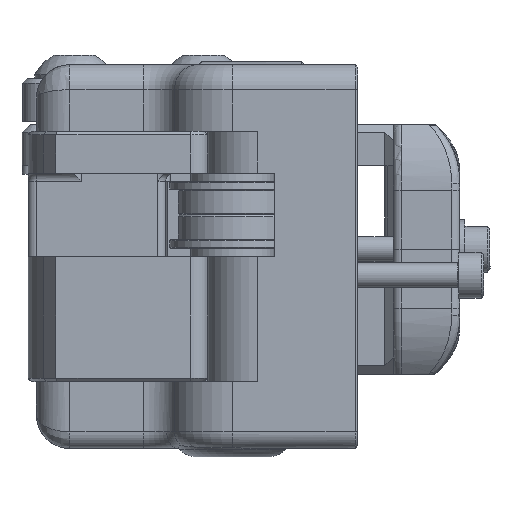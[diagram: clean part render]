
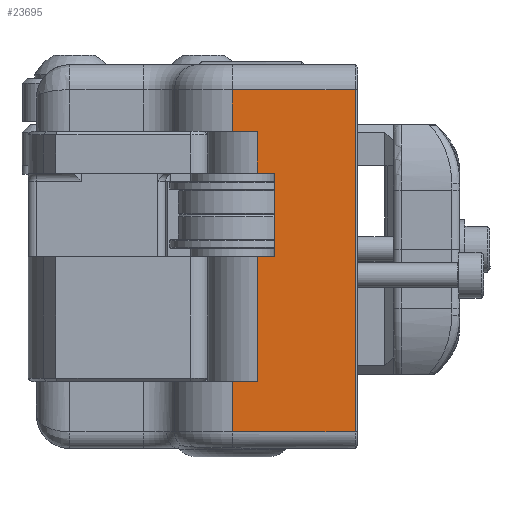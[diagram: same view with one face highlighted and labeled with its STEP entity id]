
A CAD part, left-side view. The second image highlights one B-rep face of the part: STEP entity #23695.
In plain terms, the highlighted planar face has unit normal (-1, 0, 0).
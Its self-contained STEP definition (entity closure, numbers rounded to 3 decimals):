
#1653=PLANE('',#25592);
#2496=FACE_OUTER_BOUND('',#3950,.T.);
#3950=EDGE_LOOP('',(#17724,#17725,#17726,#17727,#17728,#17729,#17730,#17731,
#17732,#17733,#17734,#17735));
#5773=LINE('',#35611,#7771);
#5784=LINE('',#35637,#7782);
#5785=LINE('',#35639,#7783);
#5786=LINE('',#35641,#7784);
#5787=LINE('',#35643,#7785);
#5788=LINE('',#35645,#7786);
#5789=LINE('',#35647,#7787);
#5790=LINE('',#35649,#7788);
#5791=LINE('',#35651,#7789);
#5792=LINE('',#35653,#7790);
#5793=LINE('',#35655,#7791);
#5794=LINE('',#35656,#7792);
#7771=VECTOR('',#29142,10.);
#7782=VECTOR('',#29167,10.);
#7783=VECTOR('',#29168,7.5);
#7784=VECTOR('',#29169,10.);
#7785=VECTOR('',#29170,6.);
#7786=VECTOR('',#29171,10.);
#7787=VECTOR('',#29172,10.);
#7788=VECTOR('',#29173,10.);
#7789=VECTOR('',#29174,6.);
#7790=VECTOR('',#29175,10.);
#7791=VECTOR('',#29176,7.5);
#7792=VECTOR('',#29177,10.);
#10572=VERTEX_POINT('',#35601);
#10574=VERTEX_POINT('',#35607);
#10583=VERTEX_POINT('',#35636);
#10584=VERTEX_POINT('',#35638);
#10585=VERTEX_POINT('',#35640);
#10586=VERTEX_POINT('',#35642);
#10587=VERTEX_POINT('',#35644);
#10588=VERTEX_POINT('',#35646);
#10589=VERTEX_POINT('',#35648);
#10590=VERTEX_POINT('',#35650);
#10591=VERTEX_POINT('',#35652);
#10592=VERTEX_POINT('',#35654);
#13198=EDGE_CURVE('',#10572,#10574,#5773,.T.);
#13211=EDGE_CURVE('',#10583,#10572,#5784,.T.);
#13212=EDGE_CURVE('',#10584,#10583,#5785,.T.);
#13213=EDGE_CURVE('',#10585,#10584,#5786,.T.);
#13214=EDGE_CURVE('',#10586,#10585,#5787,.T.);
#13215=EDGE_CURVE('',#10587,#10586,#5788,.T.);
#13216=EDGE_CURVE('',#10588,#10587,#5789,.T.);
#13217=EDGE_CURVE('',#10589,#10588,#5790,.T.);
#13218=EDGE_CURVE('',#10590,#10589,#5791,.T.);
#13219=EDGE_CURVE('',#10590,#10591,#5792,.T.);
#13220=EDGE_CURVE('',#10592,#10591,#5793,.T.);
#13221=EDGE_CURVE('',#10574,#10592,#5794,.T.);
#17724=ORIENTED_EDGE('',*,*,#13198,.F.);
#17725=ORIENTED_EDGE('',*,*,#13211,.F.);
#17726=ORIENTED_EDGE('',*,*,#13212,.F.);
#17727=ORIENTED_EDGE('',*,*,#13213,.F.);
#17728=ORIENTED_EDGE('',*,*,#13214,.F.);
#17729=ORIENTED_EDGE('',*,*,#13215,.F.);
#17730=ORIENTED_EDGE('',*,*,#13216,.F.);
#17731=ORIENTED_EDGE('',*,*,#13217,.F.);
#17732=ORIENTED_EDGE('',*,*,#13218,.F.);
#17733=ORIENTED_EDGE('',*,*,#13219,.T.);
#17734=ORIENTED_EDGE('',*,*,#13220,.F.);
#17735=ORIENTED_EDGE('',*,*,#13221,.F.);
#23695=ADVANCED_FACE('',(#2496),#1653,.T.);
#25592=AXIS2_PLACEMENT_3D('',#35635,#29165,#29166);
#29142=DIRECTION('',(0.,0.,-1.));
#29165=DIRECTION('center_axis',(-1.,0.,0.));
#29166=DIRECTION('ref_axis',(0.,0.,
-1.));
#29167=DIRECTION('',(0.,-1.,0.));
#29168=DIRECTION('',(0.,0.,1.));
#29169=DIRECTION('',(0.,1.,0.));
#29170=DIRECTION('',(0.,0.,1.));
#29171=DIRECTION('',(0.,1.,0.));
#29172=DIRECTION('',(0.,0.,1.));
#29173=DIRECTION('',(0.,-1.,0.));
#29174=DIRECTION('',(0.,0.,1.));
#29175=DIRECTION('',(0.,1.,0.));
#29176=DIRECTION('',(0.,0.,1.));
#29177=DIRECTION('',(0.,1.,0.));
#35601=CARTESIAN_POINT('',(470.,-22.2,98.));
#35607=CARTESIAN_POINT('',(470.,-22.2,57.));
#35611=CARTESIAN_POINT('',(470.,-22.2,89.5));
#35635=CARTESIAN_POINT('Origin',(470.,-12.5,101.));
#35636=CARTESIAN_POINT('',(470.,-7.494,98.));
#35637=CARTESIAN_POINT('',(470.,-12.5,98.));
#35638=CARTESIAN_POINT('',(470.,-7.494,93.));
#35639=CARTESIAN_POINT('',(470.,-7.494,94.525));
#35640=CARTESIAN_POINT('',(470.,-10.479,93.));
#35641=CARTESIAN_POINT('',(470.,-12.5,93.));
#35642=CARTESIAN_POINT('',(470.,-10.479,88.));
#35643=CARTESIAN_POINT('',(470.,-10.479,93.));
#35644=CARTESIAN_POINT('',(470.,-12.5,88.));
#35645=CARTESIAN_POINT('',(470.,-12.5,88.));
#35646=CARTESIAN_POINT('',(470.,-12.5,78.));
#35647=CARTESIAN_POINT('',(470.,-12.5,55.));
#35648=CARTESIAN_POINT('',(470.,-10.479,78.));
#35649=CARTESIAN_POINT('',(470.,0.,78.));
#35650=CARTESIAN_POINT('',(470.,-10.479,63.));
#35651=CARTESIAN_POINT('',(470.,-10.479,63.));
#35652=CARTESIAN_POINT('',(470.,-7.494,63.));
#35653=CARTESIAN_POINT('',(470.,-12.5,63.));
#35654=CARTESIAN_POINT('',(470.,-7.494,57.));
#35655=CARTESIAN_POINT('',(470.,-7.494,57.475));
#35656=CARTESIAN_POINT('',(470.,-12.5,57.));
